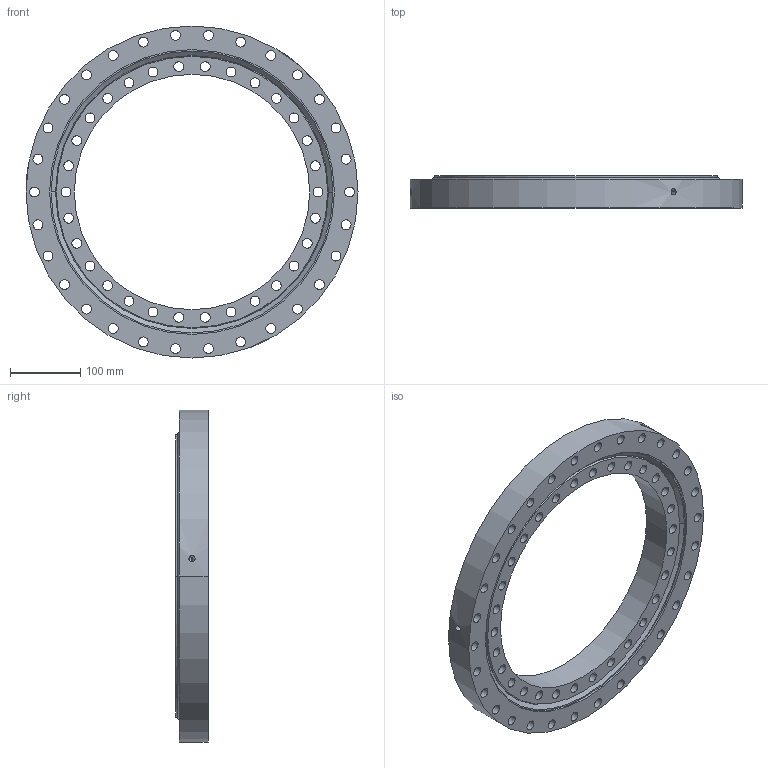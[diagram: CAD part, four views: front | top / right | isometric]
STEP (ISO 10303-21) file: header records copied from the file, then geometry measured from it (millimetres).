
FILE_DESCRIPTION (( 'STEP AP203' ), '1' );
FILE_NAME ('08-0405-05.STEP', '2017-12-27T13:17:01', ( 'defontaine' ), ( 'Hewlett-Packard Company' ), 'SwSTEP 2.0', 'SolidWorks 2016', '' );
FILE_SCHEMA (( 'CONFIG_CONTROL_DESIGN' ));
Length unit declared in the file: millimetre
Products named in the file (1): 08-0405-05
Bounding box: 474 x 46 x 474 mm (x, y, z)
Volume: 2874634 mm3; surface area: 589105.7 mm2
Topology: 5 solids, 5 shells, 204 faces, 545 edges, 354 vertices
Faces by surface type: cylinder 144, torus 24, cone 20, plane 16
Entity records: 7299 total; most frequent: CARTESIAN_POINT 1572, DIRECTION 1288, ORIENTED_EDGE 1090, AXIS2_PLACEMENT_3D 562, EDGE_CURVE 545, CIRCLE 357, VERTEX_POINT 354, EDGE_LOOP 341
